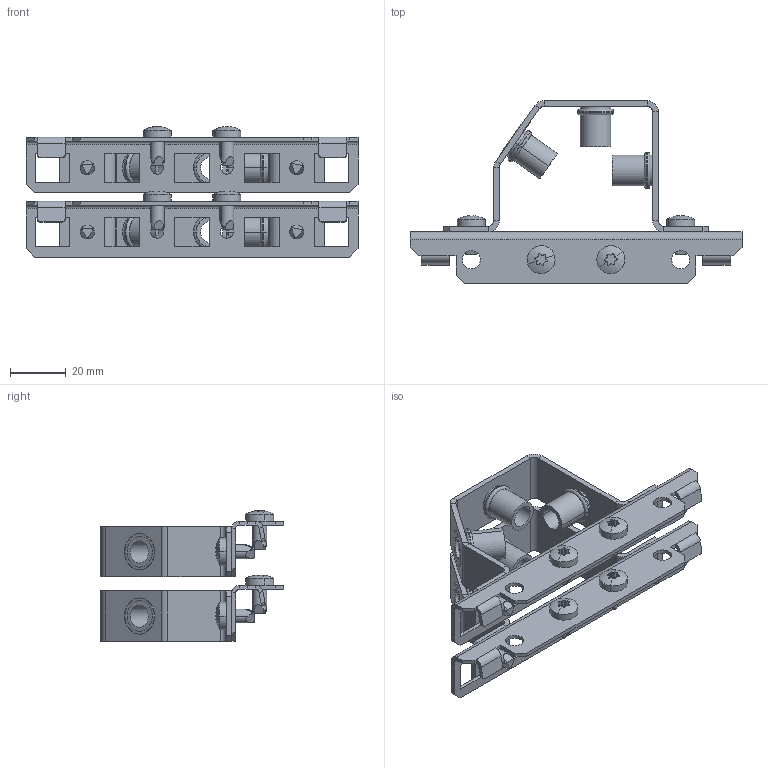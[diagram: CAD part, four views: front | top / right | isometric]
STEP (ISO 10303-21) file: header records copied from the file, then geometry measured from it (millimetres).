
FILE_DESCRIPTION (( 'STEP AP203' ), '1' );
FILE_NAME ('UR37900070900 Êîìïëåêò êðîíøòåéí-äåðæàòåëåé â öîêîëü RS52 (2øò) (000.801.571).STEP', '2022-04-14T07:01:25', ( '' ), ( '' ), 'SwSTEP 2.0', 'SolidWorks 2017', '' );
FILE_SCHEMA (( 'CONFIG_CONTROL_DESIGN' ));
Length unit declared in the file: millimetre
Products named in the file (6): Çàêëåïêà ðåçüáîâàÿ óìåíüøåííûé áîðòèê ñ íàñå÷êîé_Œ8å16,5; UR37900070900 Êîìïëåêò êðîíøòåéí-äåðæàòåëåé â öîêîëü RS52 (2øò) (000.801.571); 029-410 Êðîíøòåéí óíèâåðñàëüíûé; Âèíò DIN 7500 C TORX_Œ5å10; 000.169.188 Êðîíøòåéí óíèâåðñàëüíûé; 026-875 Óãîëîê ìîíòàæíûé öîêîëÿ
Assembly tree (16 placements, depth 3):
  UR37900070900 Êîìïëåêò êðîíøòåéí-äåðæàòåëåé â öîêîëü RS52 (2øò) (000.801.571)
    026-875 Óãîëîê ìîíòàæíûé öîêîëÿ  x2
    000.169.188 Êðîíøòåéí óíèâåðñàëüíûé  x2
      029-410 Êðîíøòåéí óíèâåðñàëüíûé
      Çàêëåïêà ðåçüáîâàÿ óìåíüøåííûé áîðòèê ñ íàñå÷êîé_Œ8å16,5
    Âèíò DIN 7500 C TORX_Œ5å10  x8
Bounding box: 119 x 65.86 x 46.69 mm (x, y, z)
Volume: 28027.3 mm3; surface area: 38626.6 mm2
Topology: 18 solids, 18 shells, 730 faces, 1836 edges, 1168 vertices
Faces by surface type: plane 370, cylinder 288, cone 32, torus 24, sphere 16
Entity records: 7120 total; most frequent: CARTESIAN_POINT 1166, DIRECTION 1087, ORIENTED_EDGE 1012, EDGE_CURVE 506, AXIS2_PLACEMENT_3D 381, LINE 325, VECTOR 325, VERTEX_POINT 314
